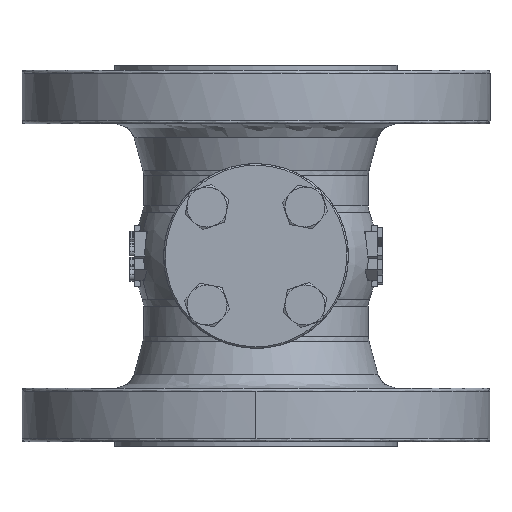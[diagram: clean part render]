
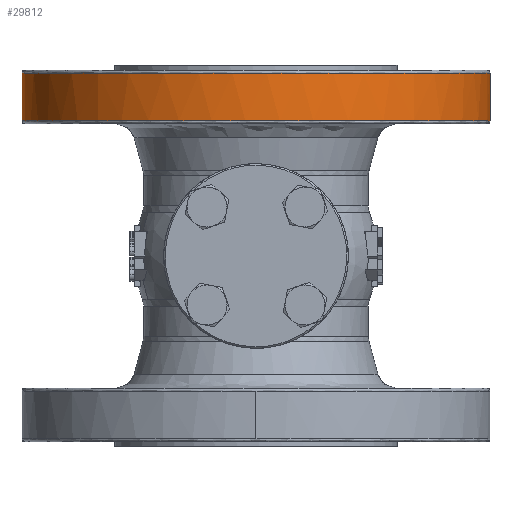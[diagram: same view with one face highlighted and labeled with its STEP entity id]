
A CAD part, front view. The second image highlights one B-rep face of the part: STEP entity #29812.
In plain terms, the highlighted cylindrical face has radius 76 mm (diameter 152 mm), a partial arc.
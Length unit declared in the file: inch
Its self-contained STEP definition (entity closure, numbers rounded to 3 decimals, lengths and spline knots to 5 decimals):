
#881 = CARTESIAN_POINT ( 'NONE',  ( 2.99213, 0., 2.33858 ) ) ;
#1470 = CARTESIAN_POINT ( 'NONE',  ( -2.99213, 0., 2.33858 ) ) ;
#3981 = CARTESIAN_POINT ( 'NONE',  ( 2.99213, 0., 1.93176 ) ) ;
#4328 = CARTESIAN_POINT ( 'NONE',  ( 0., 0., 1.72835 ) ) ;
#5065 = CARTESIAN_POINT ( 'NONE',  ( -2.99213, -5.98425, 1.72835 ) ) ;
#6798 = EDGE_LOOP ( 'NONE', ( #10456, #27684, #45249, #22331 ) ) ;
#6994 = EDGE_CURVE ( 'NONE', #46221, #11216, #14173, .T. ) ;
#7053 = CARTESIAN_POINT ( 'NONE',  ( 2.99213, -5.98425, 2.33858 ) ) ;
#9365 = CARTESIAN_POINT ( 'NONE',  ( -2.99213, 0., 1.72835 ) ) ;
#10456 = ORIENTED_EDGE ( 'NONE', *, *, #6994, .T. ) ;
#11216 = VERTEX_POINT ( 'NONE', #17204 ) ;
#14173 = B_SPLINE_CURVE_WITH_KNOTS ( 'NONE', 3,
 ( #25739, #3981, #64455, #881 ),
 .UNSPECIFIED., .F., .F.,
 ( 4, 4 ),
 ( 0., 1. ),
 .UNSPECIFIED. ) ;
#17204 = CARTESIAN_POINT ( 'NONE',  ( 2.99213, 0., 2.33858 ) ) ;
#18649 = EDGE_CURVE ( 'NONE', #46221, #43028, #61839, .T. ) ;
#20525 = CYLINDRICAL_SURFACE ( 'NONE', #62783, 2.99213 ) ;
#20533 = CARTESIAN_POINT ( 'NONE',  ( -2.99213, 0., 1.93176 ) ) ;
#21189 = CARTESIAN_POINT ( 'NONE',  ( -2.99213, 0., 2.13517 ) ) ;
#22043 = CARTESIAN_POINT ( 'NONE',  ( -2.99213, 0., 1.72835 ) ) ;
#22331 = ORIENTED_EDGE ( 'NONE', *, *, #18649, .F. ) ;
#23650 =( BOUNDED_CURVE ( )  B_SPLINE_CURVE ( 3, ( #1470, #52056, #7053, #56692 ),
 .UNSPECIFIED., .F., .F. ) 
 B_SPLINE_CURVE_WITH_KNOTS ( ( 4, 4 ),
 ( 0., 1. ),
 .UNSPECIFIED. ) 
 CURVE ( )  GEOMETRIC_REPRESENTATION_ITEM ( )  RATIONAL_B_SPLINE_CURVE ( ( 0.957, 0.319, 0.319, 0.957 ) ) 
 REPRESENTATION_ITEM ( '' )  );
#24511 = DIRECTION ( 'NONE',  ( 0., 0., 1. ) ) ;
#25739 = CARTESIAN_POINT ( 'NONE',  ( 2.99213, 0., 1.72835 ) ) ;
#26562 = VERTEX_POINT ( 'NONE', #31935 ) ;
#27684 = ORIENTED_EDGE ( 'NONE', *, *, #38944, .F. ) ;
#27861 = EDGE_CURVE ( 'NONE', #26562, #43028, #45538, .T. ) ;
#29812 = ADVANCED_FACE ( 'NONE', ( #35057 ), #20525, .T. ) ;
#31935 = CARTESIAN_POINT ( 'NONE',  ( -2.99213, 0., 2.33858 ) ) ;
#34403 = DIRECTION ( 'NONE',  ( 1., 0., 0. ) ) ;
#34501 = CARTESIAN_POINT ( 'NONE',  ( 2.99213, 0., 1.72835 ) ) ;
#35057 = FACE_OUTER_BOUND ( 'NONE', #6798, .T. ) ;
#38944 = EDGE_CURVE ( 'NONE', #26562, #11216, #23650, .T. ) ;
#39156 = CARTESIAN_POINT ( 'NONE',  ( 2.99213, -5.98425, 1.72835 ) ) ;
#43028 = VERTEX_POINT ( 'NONE', #22043 ) ;
#45249 = ORIENTED_EDGE ( 'NONE', *, *, #27861, .T. ) ;
#45538 = B_SPLINE_CURVE_WITH_KNOTS ( 'NONE', 3,
 ( #56212, #21189, #20533, #50926 ),
 .UNSPECIFIED., .F., .F.,
 ( 4, 4 ),
 ( 0., 1. ),
 .UNSPECIFIED. ) ;
#46221 = VERTEX_POINT ( 'NONE', #53439 ) ;
#50926 = CARTESIAN_POINT ( 'NONE',  ( -2.99213, 0., 1.72835 ) ) ;
#52056 = CARTESIAN_POINT ( 'NONE',  ( -2.99213, -5.98425, 2.33858 ) ) ;
#53439 = CARTESIAN_POINT ( 'NONE',  ( 2.99213, 0., 1.72835 ) ) ;
#56212 = CARTESIAN_POINT ( 'NONE',  ( -2.99213, 0., 2.33858 ) ) ;
#56692 = CARTESIAN_POINT ( 'NONE',  ( 2.99213, 0., 2.33858 ) ) ;
#61839 =( BOUNDED_CURVE ( )  B_SPLINE_CURVE ( 3, ( #34501, #39156, #5065, #9365 ),
 .UNSPECIFIED., .F., .F. ) 
 B_SPLINE_CURVE_WITH_KNOTS ( ( 4, 4 ),
 ( 0., 1. ),
 .UNSPECIFIED. ) 
 CURVE ( )  GEOMETRIC_REPRESENTATION_ITEM ( )  RATIONAL_B_SPLINE_CURVE ( ( 0.957, 0.319, 0.319, 0.957 ) ) 
 REPRESENTATION_ITEM ( '' )  );
#62783 = AXIS2_PLACEMENT_3D ( 'NONE', #4328, #24511, #34403 ) ;
#64455 = CARTESIAN_POINT ( 'NONE',  ( 2.99213, 0., 2.13517 ) ) ;
